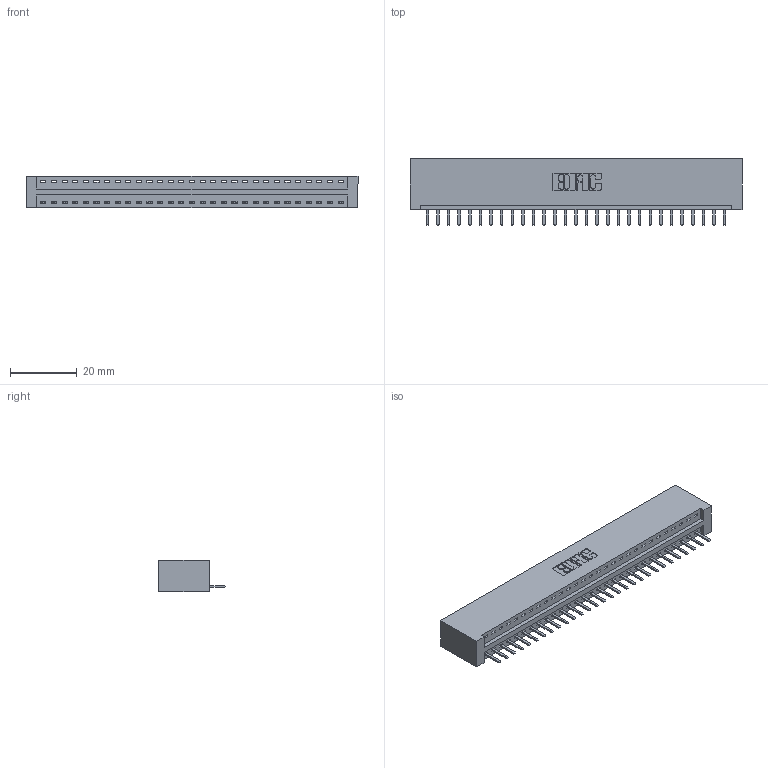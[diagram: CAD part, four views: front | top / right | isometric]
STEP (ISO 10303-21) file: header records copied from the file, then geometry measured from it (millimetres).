
FILE_DESCRIPTION (( 'STEP AP203' ), '1' );
FILE_NAME ('346-029-520-101.STEP', '2022-05-06T08:20:11', ( '' ), ( '' ), 'SwSTEP 2.0', 'SolidWorks 2020', '' );
FILE_SCHEMA (( 'CONFIG_CONTROL_DESIGN' ));
Length unit declared in the file: inch
Products named in the file (3): 346 Part_No Mounting Lugs; 346-029-520-101; 345-292-001_345-293-120
Assembly tree (30 placements, depth 2):
  346-029-520-101
    346 Part_No Mounting Lugs
    345-292-001_345-293-120  x29
Bounding box: 99.31 x 20.02 x 9.4 mm (x, y, z)
Volume: 9883 mm3; surface area: 12008.8 mm2
Topology: 30 solids, 30 shells, 1912 faces, 5641 edges, 3682 vertices
Faces by surface type: plane 1290, cylinder 622
Entity records: 19585 total; most frequent: CARTESIAN_POINT 3379, ORIENTED_EDGE 3330, DIRECTION 2979, EDGE_CURVE 1665, VECTOR 1421, LINE 1421, VERTEX_POINT 1106, AXIS2_PLACEMENT_3D 779
